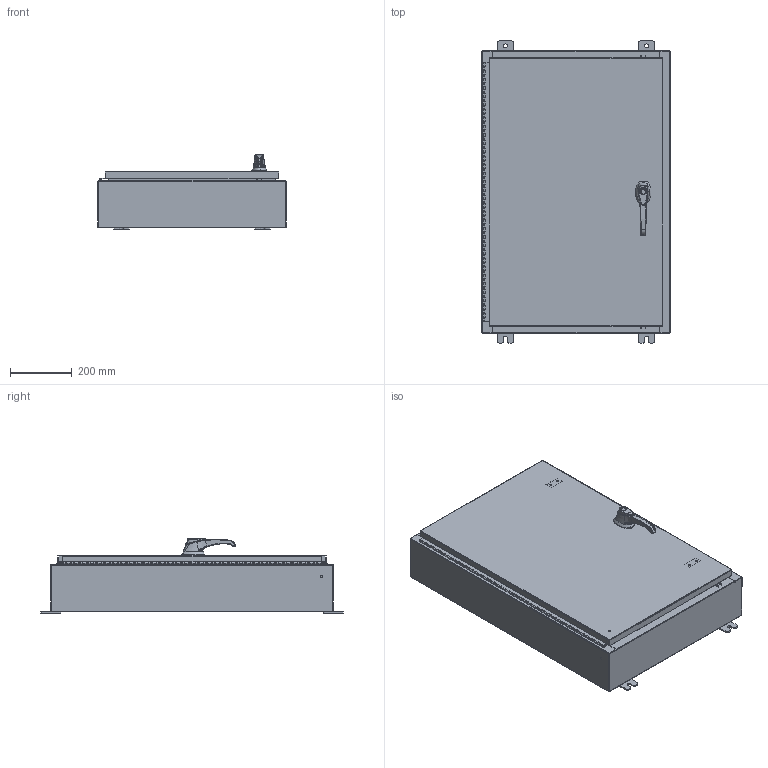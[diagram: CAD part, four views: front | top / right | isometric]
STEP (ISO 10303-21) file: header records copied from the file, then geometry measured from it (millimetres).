
FILE_DESCRIPTION (( 'STEP AP203' ), '1' );
FILE_NAME ('N36H2406SS6WP3PT.STEP', '2014-03-12T19:40:36', ( 'changeme' ), ( 'Microsoft' ), 'SwSTEP 2.0', 'SolidWorks 2013', '' );
FILE_SCHEMA (( 'CONFIG_CONTROL_DESIGN' ));
Length unit declared in the file: inch
Products named in the file (29): N36H2406SS6WP3PT Top; N36H2406SS6WP3PT 263033_Industrilas; g26103103_26163303; N36H2406SS6WP3PT Hinge Cover Side; N36H2406SS6WP3PT; N36H2406SS6WP3PT Defeater Handle - 3 - 2500-51 ZN; 033060_032151; N36H2406SS6WP3PT 125 Pin Hinge; NMP-SS-RODGUIDES; 297025; N36H2406SS6WP3PT Mounting Feet; 10_30 CD Stud; 012103_012102; Quarter-20 CD Stud; N36H2406SS6WP3PT Defeater Handle Rod; 00005309_G26103101; 26161102; N36H2406SS6WP3PT Cover; 2616310101; 297026; N36H2406SS6WP3PT Backpanel; N36H2406SS6WP3PT Body; 00005310_26163101; 21130102; N36H2406SS6WP3PT Mounting Studs; N36H2406SS6WP3PT Bottom; 022151; 00005090; N36H2406SS6WP3PT Hinge Enclosure Side2
Assembly tree (43 placements, depth 4):
  N36H2406SS6WP3PT
    N36H2406SS6WP3PT Backpanel
    N36H2406SS6WP3PT Mounting Studs  x6
    N36H2406SS6WP3PT 125 Pin Hinge
      N36H2406SS6WP3PT Hinge Enclosure Side2
      N36H2406SS6WP3PT Hinge Cover Side
    N36H2406SS6WP3PT Mounting Feet  x4
    Quarter-20 CD Stud  x2
    N36H2406SS6WP3PT 263033_Industrilas
      26161102
      297026
      21130102
      00005090
      g26103103_26163303
      033060_032151  x2
      297025
      012103_012102
      00005310_26163101
        00005309_G26103101
        2616310101
      022151
    N36H2406SS6WP3PT Defeater Handle - 3 - 2500-51 ZN
    NMP-SS-RODGUIDES  x2
    10_30 CD Stud  x4
    N36H2406SS6WP3PT Defeater Handle Rod  x2
    N36H2406SS6WP3PT Cover
    N36H2406SS6WP3PT Body
    N36H2406SS6WP3PT Bottom
    N36H2406SS6WP3PT Top
Bounding box: 609.6 x 977.9 x 241.17 mm (x, y, z)
Volume: 4927542.6 mm3; surface area: 4761823.8 mm2
Topology: 39 solids, 41 shells, 2856 faces, 7132 edges, 4388 vertices
Faces by surface type: cylinder 1085, plane 1053, bspline 337, cone 317, torus 64
Entity records: 123232 total; most frequent: CARTESIAN_POINT 60302, ORIENTED_EDGE 12994, DIRECTION 11607, EDGE_CURVE 6498, AXIS2_PLACEMENT_3D 4238, VERTEX_POINT 4006, LINE 3131, VECTOR 3131
